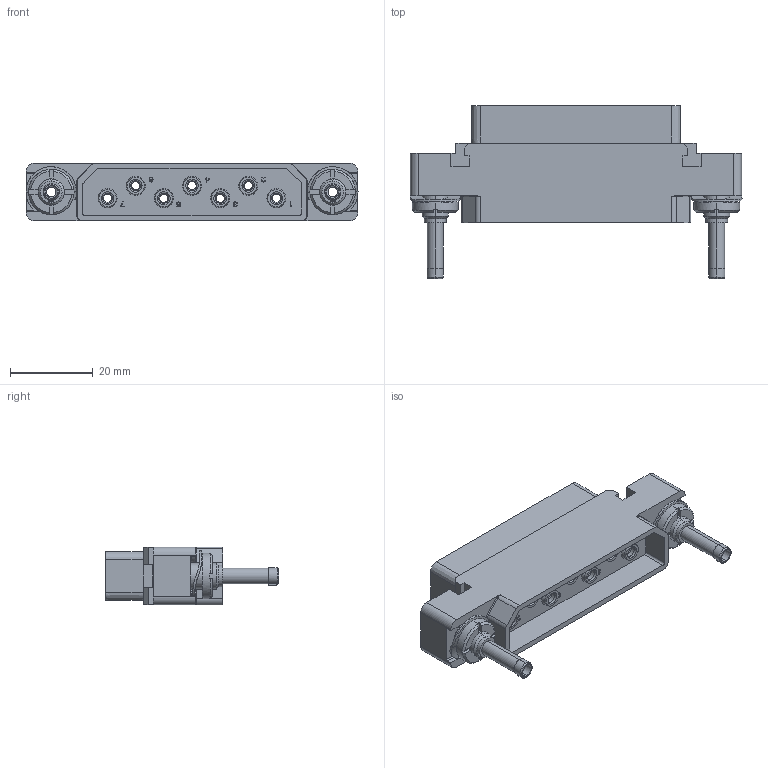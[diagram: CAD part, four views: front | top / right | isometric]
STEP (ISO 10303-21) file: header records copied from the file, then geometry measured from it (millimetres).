
FILE_DESCRIPTION((''),'2;1');
FILE_NAME('00197762300','2020-09-22T',('presta_be4'),(''),'CREO PARAMETRIC BY PTC INC, 2018360','CREO PARAMETRIC BY PTC INC, 2018360','');
FILE_SCHEMA(('CONFIG_CONTROL_DESIGN'));
Products named in the file (1): 00197762300
Bounding box: 80.2 x 41.84 x 14 mm (x, y, z)
Volume: 16287.2 mm3; surface area: 14685.4 mm2
Topology: 1 solids, 1 shells, 1849 faces, 4945 edges, 3184 vertices
Faces by surface type: plane 1040, cylinder 453, cone 168, torus 148, bspline 36, extrusion 4
Entity records: 61255 total; most frequent: CARTESIAN_POINT 14952, ORIENTED_EDGE 9890, DIRECTION 9321, EDGE_CURVE 4945, VECTOR 3311, LINE 3307, VERTEX_POINT 3184, AXIS2_PLACEMENT_3D 3005
